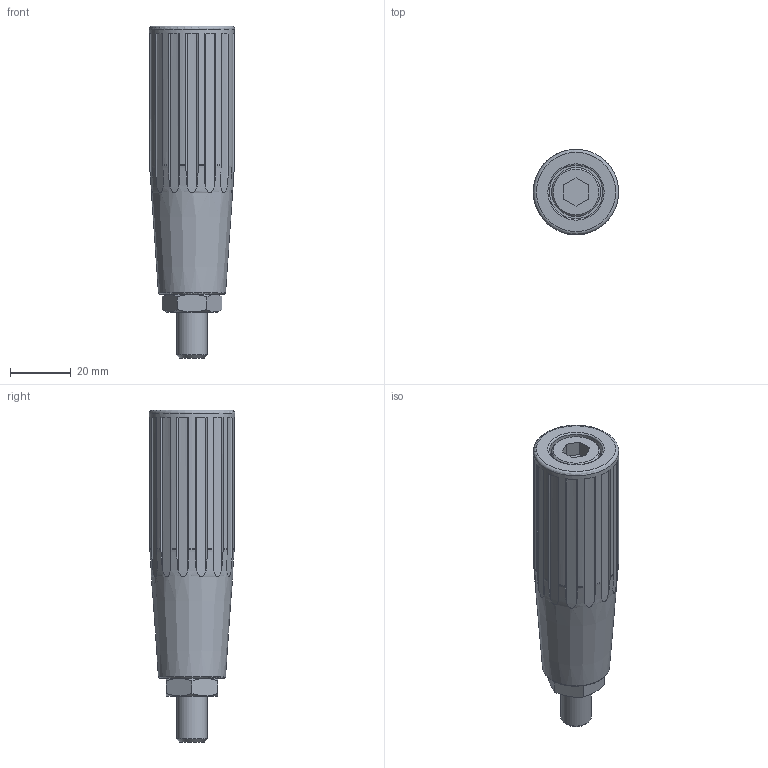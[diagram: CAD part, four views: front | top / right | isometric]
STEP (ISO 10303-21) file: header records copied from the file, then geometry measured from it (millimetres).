
FILE_DESCRIPTION( ( 'Unknown' ), '1' );
FILE_NAME( '6344015_MCP28x88.stp', 'Unknown', ( 'Unknown' ), ( 'Unknown' ), 'PSStep 11.0', 'Unknown', ' ' );
FILE_SCHEMA( ( 'AUTOMOTIVE_DESIGN { 1 0 10303 214 1 1 1 1 }' ) );
Length unit declared in the file: millimetre
Products named in the file (1): 6307007_MCL28x88
Bounding box: 28 x 27.97 x 109 mm (x, y, z)
Volume: 48487.5 mm3; surface area: 15969.8 mm2
Topology: 1 solids, 1 shells, 134 faces, 370 edges, 245 vertices
Faces by surface type: plane 63, cylinder 48, torus 17, cone 6
Full cylindrical faces by diameter (mm): 10 x2, 10.5 x1, 16 x1, 17.5 x1, 28 x1
Entity records: 5976 total; most frequent: CARTESIAN_POINT 1675, ORIENTED_EDGE 700, DIRECTION 614, EDGE_CURVE 350, VERTEX_POINT 240, AXIS2_PLACEMENT_3D 239, EDGE_LOOP 156, FACE_OUTER_BOUND 143
